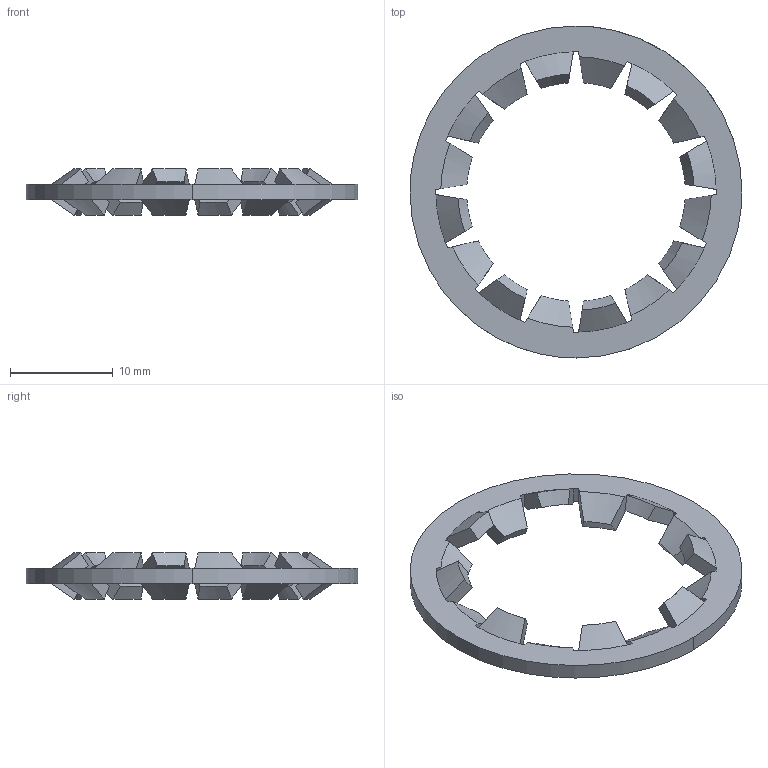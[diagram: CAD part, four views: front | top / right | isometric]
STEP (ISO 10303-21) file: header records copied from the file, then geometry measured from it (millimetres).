
FILE_DESCRIPTION(('CATIA V5R24 STEP','CAx-IF Rec.Pracs.--- Model Styling and Organization---1.2---2011-12-15'),'2;1');
FILE_NAME ('D1455215_0_1736310000_1736310000.stp','2018-06-05T11:45:41+00:00',('none'),('Weidmueller'),'CATIA Version 5-6 Release 2014 SP4 HF52','CATIA V5 STEP AP214','none');
FILE_SCHEMA(('AUTOMOTIVE_DESIGN { 1 0 10303 214 1 1 1 1 }'));
Length unit declared in the file: millimetre
Products named in the file (1): 1736310000_SZS M20
Bounding box: 32.38 x 32.38 x 4.5 mm (x, y, z)
Volume: 644.9 mm3; surface area: 1246.1 mm2
Topology: 1 solids, 1 shells, 102 faces, 268 edges, 168 vertices
Faces by surface type: bspline 68, plane 34
Entity records: 3481 total; most frequent: CARTESIAN_POINT 1752, ORIENTED_EDGE 536, EDGE_CURVE 268, VERTEX_POINT 168, B_SPLINE_CURVE_WITH_KNOTS 163, DIRECTION 108, EDGE_LOOP 104, ADVANCED_FACE 102
